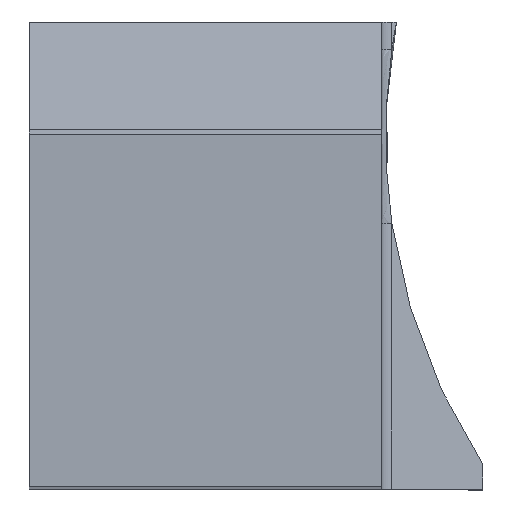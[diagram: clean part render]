
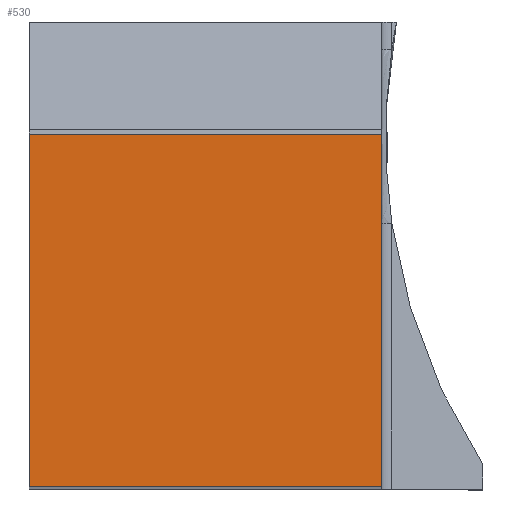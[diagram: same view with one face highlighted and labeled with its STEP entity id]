
A CAD part, top view. The second image highlights one B-rep face of the part: STEP entity #530.
In plain terms, the highlighted planar face has unit normal (0, 0, 1).
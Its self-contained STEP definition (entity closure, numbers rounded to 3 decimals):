
#134=PLANE('',#4442);
#530=ADVANCED_FACE('',(#847),#134,.F.);
#847=FACE_OUTER_BOUND('',#1100,.T.);
#1100=EDGE_LOOP('',(#2600,#2601,#2602,#2603));
#2600=ORIENTED_EDGE('',*,*,#3690,.T.);
#2601=ORIENTED_EDGE('',*,*,#3691,.T.);
#2602=ORIENTED_EDGE('',*,*,#3692,.F.);
#2603=ORIENTED_EDGE('',*,*,#3687,.F.);
#3090=VERTEX_POINT('',#8776);
#3091=VERTEX_POINT('',#8778);
#3092=VERTEX_POINT('',#8784);
#3093=VERTEX_POINT('',#8786);
#3687=EDGE_CURVE('',#3090,#3091,#3918,.T.);
#3690=EDGE_CURVE('',#3090,#3092,#3921,.T.);
#3691=EDGE_CURVE('',#3092,#3093,#3922,.T.);
#3692=EDGE_CURVE('',#3091,#3093,#3923,.T.);
#3918=LINE('',#8777,#4147);
#3921=LINE('',#8783,#4150);
#3922=LINE('',#8785,#4151);
#3923=LINE('',#8787,#4152);
#4147=VECTOR('',#5177,1.);
#4150=VECTOR('',#5184,1.);
#4151=VECTOR('',#5185,1.);
#4152=VECTOR('',#5186,1.);
#4442=AXIS2_PLACEMENT_3D('',#8788,#5187,#5188);
#5177=DIRECTION('',(-1.,0.,0.));
#5184=DIRECTION('',(0.,1.,0.));
#5185=DIRECTION('',(-1.,0.,0.));
#5186=DIRECTION('',(0.,1.,0.));
#5187=DIRECTION('',(0.,0.,-1.));
#5188=DIRECTION('',(-1.,0.,0.));
#8776=CARTESIAN_POINT('',(24.9,0.,0.));
#8777=CARTESIAN_POINT('',(0.,0.,0.));
#8778=CARTESIAN_POINT('',(0.,0.,0.));
#8783=CARTESIAN_POINT('',(24.9,40.,0.));
#8784=CARTESIAN_POINT('',(24.9,24.9,0.));
#8785=CARTESIAN_POINT('',(0.,24.9,0.));
#8786=CARTESIAN_POINT('',(0.,24.9,0.));
#8787=CARTESIAN_POINT('',(0.,40.,0.));
#8788=CARTESIAN_POINT('',(0.,24.9,0.));
